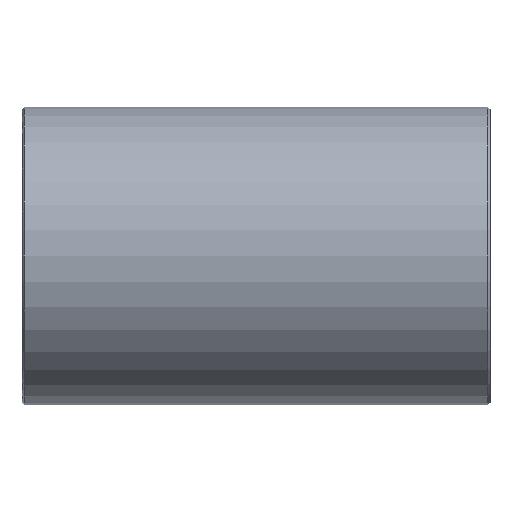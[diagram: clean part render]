
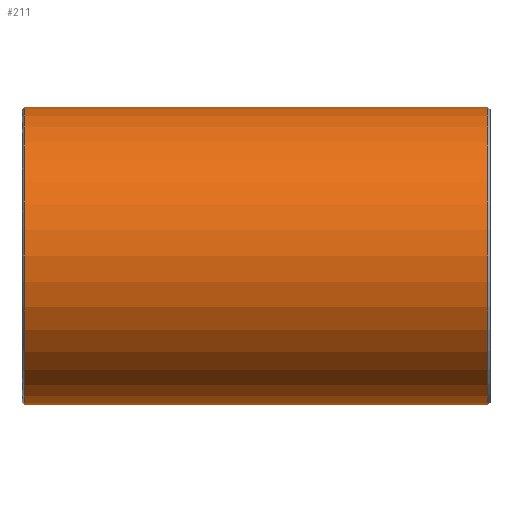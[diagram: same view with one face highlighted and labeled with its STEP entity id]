
A CAD part, front view. The second image highlights one B-rep face of the part: STEP entity #211.
In plain terms, the highlighted cylindrical face has radius 177.8 mm (diameter 355.6 mm), a partial arc.
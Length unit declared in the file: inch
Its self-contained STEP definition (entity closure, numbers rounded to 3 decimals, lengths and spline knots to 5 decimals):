
#20 = CARTESIAN_POINT ( 'NONE',  ( 10.896, 0., 0. ) ) ;
#75 = DIRECTION ( 'NONE',  ( -1., 0., 0. ) ) ;
#95 = AXIS2_PLACEMENT_3D ( 'NONE', #20, #678, #617 ) ;
#104 = EDGE_CURVE ( 'NONE', #594, #285, #570, .T. ) ;
#112 = FACE_OUTER_BOUND ( 'NONE', #526, .T. ) ;
#148 = CARTESIAN_POINT ( 'NONE',  ( -10.896, 0., -7. ) ) ;
#153 = AXIS2_PLACEMENT_3D ( 'NONE', #276, #335, #868 ) ;
#202 = CARTESIAN_POINT ( 'NONE',  ( 10.896, 0., 7. ) ) ;
#211 = ADVANCED_FACE ( 'NONE', ( #112 ), #583, .T. ) ;
#220 = EDGE_CURVE ( 'NONE', #858, #464, #785, .T. ) ;
#248 = DIRECTION ( 'NONE',  ( -1., 0., 0. ) ) ;
#276 = CARTESIAN_POINT ( 'NONE',  ( -10.896, 0., 0. ) ) ;
#285 = VERTEX_POINT ( 'NONE', #148 ) ;
#294 = CARTESIAN_POINT ( 'NONE',  ( 11., 0., -7. ) ) ;
#298 = EDGE_CURVE ( 'NONE', #594, #858, #684, .T. ) ;
#305 = VECTOR ( 'NONE', #640, 39.37008 ) ;
#330 = ORIENTED_EDGE ( 'NONE', *, *, #104, .F. ) ;
#335 = DIRECTION ( 'NONE',  ( 1., 0., 0. ) ) ;
#464 = VERTEX_POINT ( 'NONE', #673 ) ;
#475 = ORIENTED_EDGE ( 'NONE', *, *, #220, .T. ) ;
#479 = ORIENTED_EDGE ( 'NONE', *, *, #511, .T. ) ;
#511 = EDGE_CURVE ( 'NONE', #464, #285, #727, .T. ) ;
#517 = DIRECTION ( 'NONE',  ( 0., 0., 1. ) ) ;
#526 = EDGE_LOOP ( 'NONE', ( #330, #607, #475, #479 ) ) ;
#547 = AXIS2_PLACEMENT_3D ( 'NONE', #851, #248, #517 ) ;
#570 = LINE ( 'NONE', #294, #305 ) ;
#583 = CYLINDRICAL_SURFACE ( 'NONE', #547, 7. ) ;
#594 = VERTEX_POINT ( 'NONE', #797 ) ;
#606 = CARTESIAN_POINT ( 'NONE',  ( 11., 0., 7. ) ) ;
#607 = ORIENTED_EDGE ( 'NONE', *, *, #298, .T. ) ;
#617 = DIRECTION ( 'NONE',  ( 0., 0., -1. ) ) ;
#640 = DIRECTION ( 'NONE',  ( -1., 0., 0. ) ) ;
#656 = VECTOR ( 'NONE', #75, 39.37008 ) ;
#673 = CARTESIAN_POINT ( 'NONE',  ( -10.896, 0., 7. ) ) ;
#678 = DIRECTION ( 'NONE',  ( -1., 0., 0. ) ) ;
#684 = CIRCLE ( 'NONE', #95, 7. ) ;
#727 = CIRCLE ( 'NONE', #153, 7. ) ;
#785 = LINE ( 'NONE', #606, #656 ) ;
#797 = CARTESIAN_POINT ( 'NONE',  ( 10.896, 0., -7. ) ) ;
#851 = CARTESIAN_POINT ( 'NONE',  ( 11., 0., 0. ) ) ;
#858 = VERTEX_POINT ( 'NONE', #202 ) ;
#868 = DIRECTION ( 'NONE',  ( 0., 0., 1. ) ) ;
